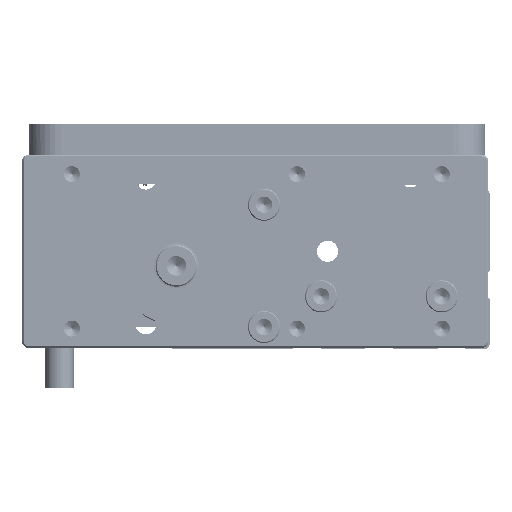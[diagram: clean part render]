
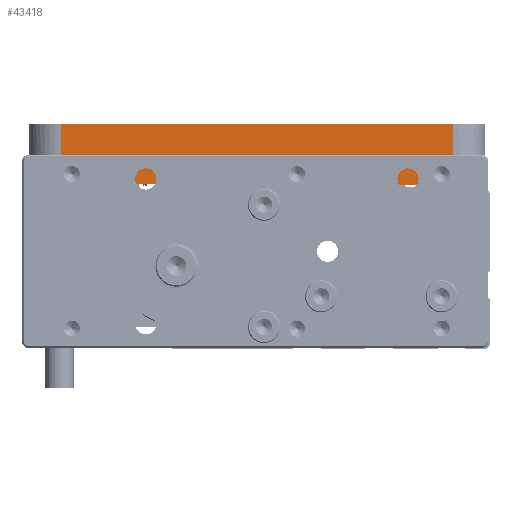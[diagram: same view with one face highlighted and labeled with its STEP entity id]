
A CAD part, left-side view. The second image highlights one B-rep face of the part: STEP entity #43418.
In plain terms, the highlighted face is planar.
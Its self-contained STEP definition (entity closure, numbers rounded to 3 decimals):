
#2612 = ORIENTED_EDGE ( 'NONE', *, *, #16140, .T. ) ;
#2823 = DIRECTION ( 'NONE',  ( 0., 1., 0. ) ) ;
#6301 = VERTEX_POINT ( 'NONE', #20818 ) ;
#16140 = EDGE_CURVE ( 'NONE', #31840, #6301, #107152, .T. ) ;
#17188 = EDGE_CURVE ( 'NONE', #37058, #31840, #109595, .T. ) ;
#19201 = LINE ( 'NONE', #37583, #56573 ) ;
#20818 = CARTESIAN_POINT ( 'NONE',  ( 45.5, 19.5, 18.5 ) ) ;
#21931 = VERTEX_POINT ( 'NONE', #93354 ) ;
#23540 = CARTESIAN_POINT ( 'NONE',  ( 45.5, -55.3, 19. ) ) ;
#25436 = VECTOR ( 'NONE', #96585, 1000. ) ;
#25873 = VECTOR ( 'NONE', #2823, 1000. ) ;
#25962 = VECTOR ( 'NONE', #33852, 1000. ) ;
#28514 = DIRECTION ( 'NONE',  ( 0., 1., 0. ) ) ;
#31543 = VECTOR ( 'NONE', #95031, 1000. ) ;
#31731 = CARTESIAN_POINT ( 'NONE',  ( 45.5, 29.5, 19. ) ) ;
#31840 = VERTEX_POINT ( 'NONE', #93206 ) ;
#32073 = CARTESIAN_POINT ( 'NONE',  ( 45.5, -55.3, 20.8 ) ) ;
#33852 = DIRECTION ( 'NONE',  ( 0., 0., -1. ) ) ;
#35234 = DIRECTION ( 'NONE',  ( 0., 0., 1. ) ) ;
#35831 = CARTESIAN_POINT ( 'NONE',  ( 45.5, -51.3, 15.5 ) ) ;
#36946 = AXIS2_PLACEMENT_3D ( 'NONE', #45955, #89111, #81073 ) ;
#37058 = VERTEX_POINT ( 'NONE', #39840 ) ;
#37204 = VECTOR ( 'NONE', #66597, 1000. ) ;
#37583 = CARTESIAN_POINT ( 'NONE',  ( 45.5, 0., 23. ) ) ;
#37841 = LINE ( 'NONE', #47051, #25873 ) ;
#37866 = PLANE ( 'NONE',  #36946 ) ;
#38224 = ORIENTED_EDGE ( 'NONE', *, *, #49935, .F. ) ;
#39647 = EDGE_CURVE ( 'NONE', #71278, #46149, #112050, .T. ) ;
#39840 = CARTESIAN_POINT ( 'NONE',  ( 45.5, -102.5, 0. ) ) ;
#40237 = VECTOR ( 'NONE', #35234, 1000. ) ;
#40828 = LINE ( 'NONE', #84560, #84080 ) ;
#43418 = ADVANCED_FACE ( 'NONE', ( #53991 ), #37866, .F. ) ;
#43800 = VERTEX_POINT ( 'NONE', #87826 ) ;
#45955 = CARTESIAN_POINT ( 'NONE',  ( 45.5, 29.5, 19. ) ) ;
#46149 = VERTEX_POINT ( 'NONE', #94968 ) ;
#46160 = VERTEX_POINT ( 'NONE', #85761 ) ;
#47051 = CARTESIAN_POINT ( 'NONE',  ( 45.5, -55.3, 15.5 ) ) ;
#48142 = CARTESIAN_POINT ( 'NONE',  ( 45.5, -51.3, 18.5 ) ) ;
#49453 = DIRECTION ( 'NONE',  ( 0., 0., 1. ) ) ;
#49935 = EDGE_CURVE ( 'NONE', #21931, #43800, #19201, .T. ) ;
#50046 = EDGE_LOOP ( 'NONE', ( #2612, #100881, #56291, #73744, #60517, #89697, #66057, #38224, #82533, #93817 ) ) ;
#50079 = VERTEX_POINT ( 'NONE', #91642 ) ;
#53991 = FACE_OUTER_BOUND ( 'NONE', #50046, .T. ) ;
#56291 = ORIENTED_EDGE ( 'NONE', *, *, #57001, .F. ) ;
#56573 = VECTOR ( 'NONE', #61213, 1000. ) ;
#57001 = EDGE_CURVE ( 'NONE', #65070, #46160, #40828, .T. ) ;
#57295 = LINE ( 'NONE', #48142, #103159 ) ;
#58125 = EDGE_CURVE ( 'NONE', #43800, #50079, #112158, .T. ) ;
#59790 = CARTESIAN_POINT ( 'NONE',  ( 45.5, -101., 23. ) ) ;
#60517 = ORIENTED_EDGE ( 'NONE', *, *, #39647, .F. ) ;
#61213 = DIRECTION ( 'NONE',  ( 0., 1., 0. ) ) ;
#65070 = VERTEX_POINT ( 'NONE', #35831 ) ;
#65829 = EDGE_CURVE ( 'NONE', #46149, #65070, #37841, .T. ) ;
#66057 = ORIENTED_EDGE ( 'NONE', *, *, #58125, .F. ) ;
#66597 = DIRECTION ( 'NONE',  ( 0., 0., -1. ) ) ;
#71278 = VERTEX_POINT ( 'NONE', #23540 ) ;
#73744 = ORIENTED_EDGE ( 'NONE', *, *, #65829, .F. ) ;
#77652 = LINE ( 'NONE', #112729, #25962 ) ;
#81073 = DIRECTION ( 'NONE',  ( 0., -1., 0. ) ) ;
#81990 = CARTESIAN_POINT ( 'NONE',  ( 45.5, 29.5, 0. ) ) ;
#82533 = ORIENTED_EDGE ( 'NONE', *, *, #108236, .T. ) ;
#84080 = VECTOR ( 'NONE', #49453, 1000. ) ;
#84560 = CARTESIAN_POINT ( 'NONE',  ( 45.5, -51.3, 20.8 ) ) ;
#85761 = CARTESIAN_POINT ( 'NONE',  ( 45.5, -51.3, 18.5 ) ) ;
#87826 = CARTESIAN_POINT ( 'NONE',  ( 45.5, -101., 23. ) ) ;
#89111 = DIRECTION ( 'NONE',  ( -1., 0., 0. ) ) ;
#89697 = ORIENTED_EDGE ( 'NONE', *, *, #113444, .F. ) ;
#91642 = CARTESIAN_POINT ( 'NONE',  ( 45.5, -101., 19. ) ) ;
#93206 = CARTESIAN_POINT ( 'NONE',  ( 45.5, 19.5, 0. ) ) ;
#93354 = CARTESIAN_POINT ( 'NONE',  ( 45.5, -102.5, 23. ) ) ;
#93742 = VECTOR ( 'NONE', #28514, 1000. ) ;
#93817 = ORIENTED_EDGE ( 'NONE', *, *, #17188, .T. ) ;
#94968 = CARTESIAN_POINT ( 'NONE',  ( 45.5, -55.3, 15.5 ) ) ;
#95031 = DIRECTION ( 'NONE',  ( 0., 1., 0. ) ) ;
#96585 = DIRECTION ( 'NONE',  ( 0., 0., -1. ) ) ;
#98545 = CARTESIAN_POINT ( 'NONE',  ( 45.5, 19.5, 19. ) ) ;
#100881 = ORIENTED_EDGE ( 'NONE', *, *, #110149, .F. ) ;
#101934 = LINE ( 'NONE', #31731, #31543 ) ;
#103159 = VECTOR ( 'NONE', #111397, 1000. ) ;
#107152 = LINE ( 'NONE', #98545, #40237 ) ;
#108236 = EDGE_CURVE ( 'NONE', #21931, #37058, #77652, .T. ) ;
#109595 = LINE ( 'NONE', #81990, #93742 ) ;
#110149 = EDGE_CURVE ( 'NONE', #46160, #6301, #57295, .T. ) ;
#111397 = DIRECTION ( 'NONE',  ( 0., 1., 0. ) ) ;
#112050 = LINE ( 'NONE', #32073, #37204 ) ;
#112158 = LINE ( 'NONE', #59790, #25436 ) ;
#112729 = CARTESIAN_POINT ( 'NONE',  ( 45.5, -102.5, 19. ) ) ;
#113444 = EDGE_CURVE ( 'NONE', #50079, #71278, #101934, .T. ) ;
